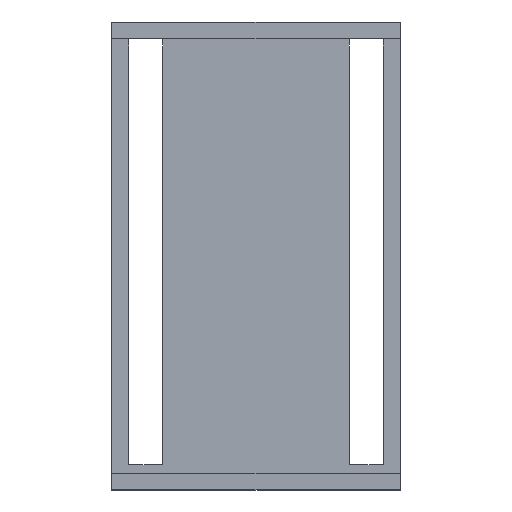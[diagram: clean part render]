
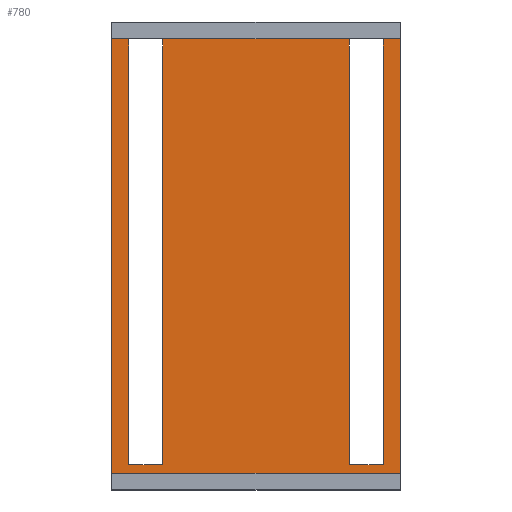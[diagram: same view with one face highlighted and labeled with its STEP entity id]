
A CAD part, left-side view. The second image highlights one B-rep face of the part: STEP entity #780.
In plain terms, the highlighted planar face has unit normal (-1, 0, 0).
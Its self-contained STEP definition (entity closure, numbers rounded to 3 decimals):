
#50=FACE_OUTER_BOUND('',#86,.T.);
#86=EDGE_LOOP('',(#697,#698,#699,#700,#701,#702,#703,#704,#705,#706,#707,
#708,#709,#710));
#87=LINE('',#1016,#197);
#114=LINE('',#1072,#224);
#120=LINE('',#1087,#230);
#142=LINE('',#1128,#252);
#152=LINE('',#1147,#262);
#165=LINE('',#1175,#275);
#168=LINE('',#1179,#278);
#171=LINE('',#1184,#281);
#185=LINE('',#1209,#295);
#186=LINE('',#1210,#296);
#191=LINE('',#1222,#301);
#192=LINE('',#1223,#302);
#193=LINE('',#1225,#303);
#196=LINE('',#1230,#306);
#197=VECTOR('',#834,10.);
#224=VECTOR('',#877,10.);
#230=VECTOR('',#887,10.);
#252=VECTOR('',#921,10.);
#262=VECTOR('',#933,10.);
#275=VECTOR('',#956,10.);
#278=VECTOR('',#959,10.);
#281=VECTOR('',#962,10.);
#295=VECTOR('',#982,10.);
#296=VECTOR('',#983,10.);
#301=VECTOR('',#998,10.);
#302=VECTOR('',#999,10.);
#303=VECTOR('',#1002,10.);
#306=VECTOR('',#1009,10.);
#307=VERTEX_POINT('',#1014);
#308=VERTEX_POINT('',#1015);
#326=VERTEX_POINT('',#1064);
#329=VERTEX_POINT('',#1070);
#334=VERTEX_POINT('',#1083);
#336=VERTEX_POINT('',#1086);
#349=VERTEX_POINT('',#1127);
#357=VERTEX_POINT('',#1145);
#367=VERTEX_POINT('',#1174);
#368=VERTEX_POINT('',#1177);
#369=VERTEX_POINT('',#1181);
#370=VERTEX_POINT('',#1183);
#378=VERTEX_POINT('',#1208);
#380=VERTEX_POINT('',#1221);
#381=EDGE_CURVE('',#307,#308,#87,.T.);
#408=EDGE_CURVE('',#329,#326,#114,.T.);
#414=EDGE_CURVE('',#334,#336,#120,.T.);
#436=EDGE_CURVE('',#349,#326,#142,.T.);
#446=EDGE_CURVE('',#334,#357,#152,.T.);
#459=EDGE_CURVE('',#367,#349,#165,.T.);
#462=EDGE_CURVE('',#357,#368,#168,.T.);
#465=EDGE_CURVE('',#370,#369,#171,.T.);
#479=EDGE_CURVE('',#367,#378,#185,.T.);
#480=EDGE_CURVE('',#378,#308,#186,.T.);
#485=EDGE_CURVE('',#380,#368,#191,.T.);
#486=EDGE_CURVE('',#307,#380,#192,.T.);
#487=EDGE_CURVE('',#369,#336,#193,.T.);
#490=EDGE_CURVE('',#329,#370,#196,.T.);
#697=ORIENTED_EDGE('',*,*,#381,.T.);
#698=ORIENTED_EDGE('',*,*,#480,.F.);
#699=ORIENTED_EDGE('',*,*,#479,.F.);
#700=ORIENTED_EDGE('',*,*,#459,.T.);
#701=ORIENTED_EDGE('',*,*,#436,.T.);
#702=ORIENTED_EDGE('',*,*,#408,.F.);
#703=ORIENTED_EDGE('',*,*,#490,.T.);
#704=ORIENTED_EDGE('',*,*,#465,.T.);
#705=ORIENTED_EDGE('',*,*,#487,.T.);
#706=ORIENTED_EDGE('',*,*,#414,.F.);
#707=ORIENTED_EDGE('',*,*,#446,.T.);
#708=ORIENTED_EDGE('',*,*,#462,.T.);
#709=ORIENTED_EDGE('',*,*,#485,.F.);
#710=ORIENTED_EDGE('',*,*,#486,.F.);
#745=PLANE('',#829);
#780=ADVANCED_FACE('',(#50),#745,.T.);
#829=AXIS2_PLACEMENT_3D('',#1231,#1010,#1011);
#834=DIRECTION('',(0.,-1.,0.));
#877=DIRECTION('',(0.,-1.,0.));
#887=DIRECTION('',(0.,-1.,0.));
#921=DIRECTION('',(0.,0.,-1.));
#933=DIRECTION('',(0.,0.,1.));
#956=DIRECTION('',(0.,1.,0.));
#959=DIRECTION('',(0.,1.,0.));
#962=DIRECTION('',(0.,1.,0.));
#982=DIRECTION('',(0.,0.,-1.));
#983=DIRECTION('',(0.,0.,-1.));
#998=DIRECTION('',(0.,0.,1.));
#999=DIRECTION('',(0.,0.,1.));
#1002=DIRECTION('',(0.,0.,-1.));
#1009=DIRECTION('',(0.,0.,1.));
#1010=DIRECTION('center_axis',(-1.,0.,0.));
#1011=DIRECTION('ref_axis',(0.,-1.,0.));
#1014=CARTESIAN_POINT('',(113.54,167.,1.));
#1015=CARTESIAN_POINT('',(113.54,133.,1.));
#1016=CARTESIAN_POINT('',(113.54,141.5,1.));
#1064=CARTESIAN_POINT('',(113.54,135.,2.));
#1070=CARTESIAN_POINT('',(113.54,139.,2.));
#1072=CARTESIAN_POINT('',(113.54,167.,2.));
#1083=CARTESIAN_POINT('',(113.54,165.,2.));
#1086=CARTESIAN_POINT('',(113.54,161.,2.));
#1087=CARTESIAN_POINT('',(113.54,167.,2.));
#1127=CARTESIAN_POINT('',(113.54,135.,52.085));
#1128=CARTESIAN_POINT('',(113.54,135.,39.6));
#1145=CARTESIAN_POINT('',(113.54,165.,52.085));
#1147=CARTESIAN_POINT('',(113.54,165.,13.6));
#1174=CARTESIAN_POINT('',(113.54,133.,52.085));
#1175=CARTESIAN_POINT('',(113.54,158.5,52.085));
#1177=CARTESIAN_POINT('',(113.54,167.,52.085));
#1179=CARTESIAN_POINT('',(113.54,158.5,52.085));
#1181=CARTESIAN_POINT('',(113.54,161.,52.085));
#1183=CARTESIAN_POINT('',(113.54,139.,52.085));
#1184=CARTESIAN_POINT('',(113.54,158.5,52.085));
#1208=CARTESIAN_POINT('',(113.54,133.,2.));
#1209=CARTESIAN_POINT('',(113.54,133.,52.6));
#1210=CARTESIAN_POINT('',(113.54,133.,52.6));
#1221=CARTESIAN_POINT('',(113.54,167.,2.));
#1222=CARTESIAN_POINT('',(113.54,167.,0.6));
#1223=CARTESIAN_POINT('',(113.54,167.,0.6));
#1225=CARTESIAN_POINT('',(113.54,161.,39.6));
#1230=CARTESIAN_POINT('',(113.54,139.,13.6));
#1231=CARTESIAN_POINT('Origin',(113.54,150.,26.6));
